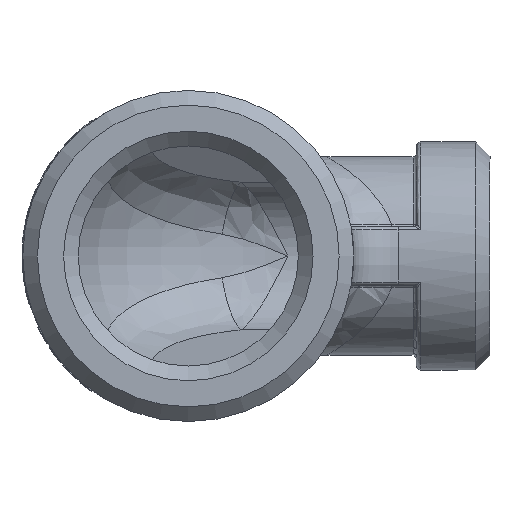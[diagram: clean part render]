
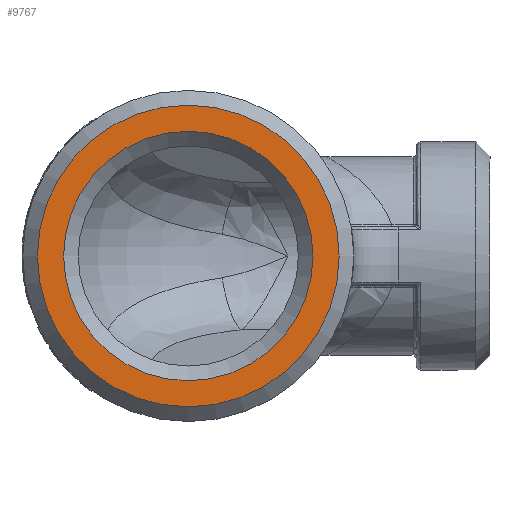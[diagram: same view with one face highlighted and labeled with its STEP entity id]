
A CAD part, front view. The second image highlights one B-rep face of the part: STEP entity #9767.
In plain terms, the highlighted planar face has unit normal (0, -1, 0).
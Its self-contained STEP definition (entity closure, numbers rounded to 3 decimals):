
#1491 = DIRECTION ( 'NONE',  ( 0., 1., 0. ) ) ;
#1497 = FACE_OUTER_BOUND ( 'NONE', #9647, .T. ) ;
#1504 = FACE_BOUND ( 'NONE', #9648, .T. ) ;
#1513 = DIRECTION ( 'NONE',  ( -1., 0., 0. ) ) ;
#1518 = PLANE ( 'NONE',  #17488 ) ;
#1523 = CARTESIAN_POINT ( 'NONE',  ( 0., -19.5, 0. ) ) ;
#2663 = CARTESIAN_POINT ( 'NONE',  ( 0., -19.5, 0. ) ) ;
#2673 = CARTESIAN_POINT ( 'NONE',  ( 0., -19.5, 0. ) ) ;
#2686 = DIRECTION ( 'NONE',  ( 1., 0., 0. ) ) ;
#2694 = DIRECTION ( 'NONE',  ( 0., -1., 0. ) ) ;
#2718 = DIRECTION ( 'NONE',  ( 1., 0., 0. ) ) ;
#2719 = DIRECTION ( 'NONE',  ( 0., 1., 0. ) ) ;
#9062 = EDGE_CURVE ( 'NONE', #10774, #10774, #19322, .T. ) ;
#9071 = EDGE_CURVE ( 'NONE', #10814, #10814, #19323, .T. ) ;
#9647 = EDGE_LOOP ( 'NONE', ( #16201 ) ) ;
#9648 = EDGE_LOOP ( 'NONE', ( #16277 ) ) ;
#9767 = ADVANCED_FACE ( 'NONE', ( #1497, #1504 ), #1518, .F. ) ;
#10774 = VERTEX_POINT ( 'NONE', #10831 ) ;
#10814 = VERTEX_POINT ( 'NONE', #10822 ) ;
#10822 = CARTESIAN_POINT ( 'NONE',  ( 10.25, -19.5, 0. ) ) ;
#10831 = CARTESIAN_POINT ( 'NONE',  ( 8.475, -19.5, 0. ) ) ;
#16201 = ORIENTED_EDGE ( 'NONE', *, *, #9071, .F. ) ;
#16277 = ORIENTED_EDGE ( 'NONE', *, *, #9062, .F. ) ;
#17488 = AXIS2_PLACEMENT_3D ( 'NONE', #1523, #1491, #1513 ) ;
#19291 = AXIS2_PLACEMENT_3D ( 'NONE', #2663, #2719, #2718 ) ;
#19322 = CIRCLE ( 'NONE', #19333, 8.475 ) ;
#19323 = CIRCLE ( 'NONE', #19291, 10.25 ) ;
#19333 = AXIS2_PLACEMENT_3D ( 'NONE', #2673, #2694, #2686 ) ;
